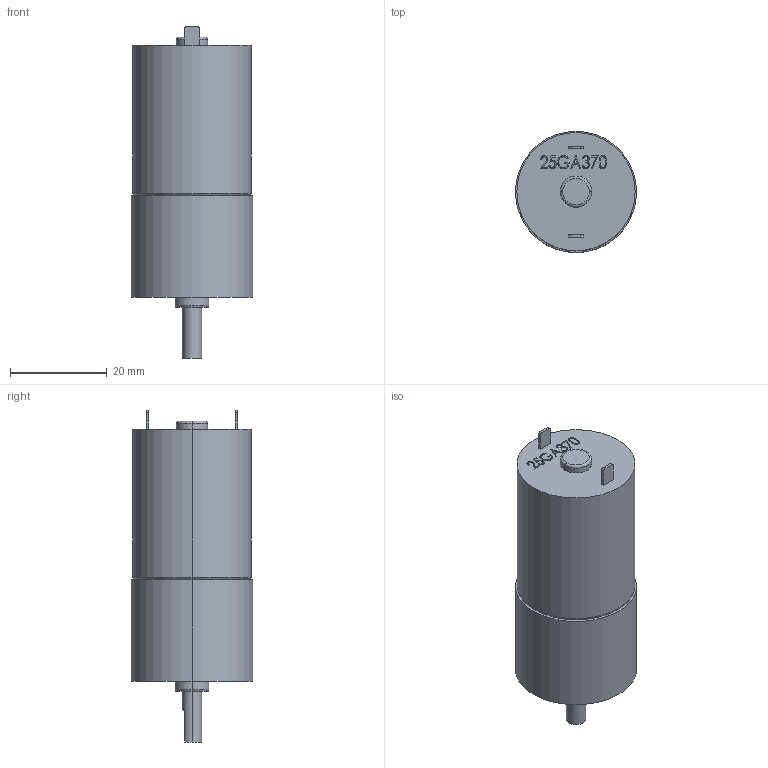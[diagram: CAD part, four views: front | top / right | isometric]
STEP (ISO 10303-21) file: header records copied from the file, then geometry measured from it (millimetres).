
FILE_DESCRIPTION (( 'STEP AP214' ), '1' );
FILE_NAME ('25GA370 red26.STEP', '2017-09-19T08:57:26', ( '' ), ( '' ), 'SwSTEP 2.0', 'SolidWorks 2017', '' );
FILE_SCHEMA (( 'AUTOMOTIVE_DESIGN' ));
Length unit declared in the file: millimetre
Products named in the file (1): 25GA370 red26
Bounding box: 25 x 25 x 68.5 mm (x, y, z)
Volume: 25026.9 mm3; surface area: 5420.2 mm2
Topology: 1 solids, 1 shells, 137 faces, 350 edges, 228 vertices
Faces by surface type: plane 62, bspline 46, cylinder 19, torus 6, cone 4
Entity records: 6960 total; most frequent: CARTESIAN_POINT 3897, ORIENTED_EDGE 692, DIRECTION 486, EDGE_CURVE 346, VERTEX_POINT 228, VECTOR 204, LINE 204, EDGE_LOOP 154
